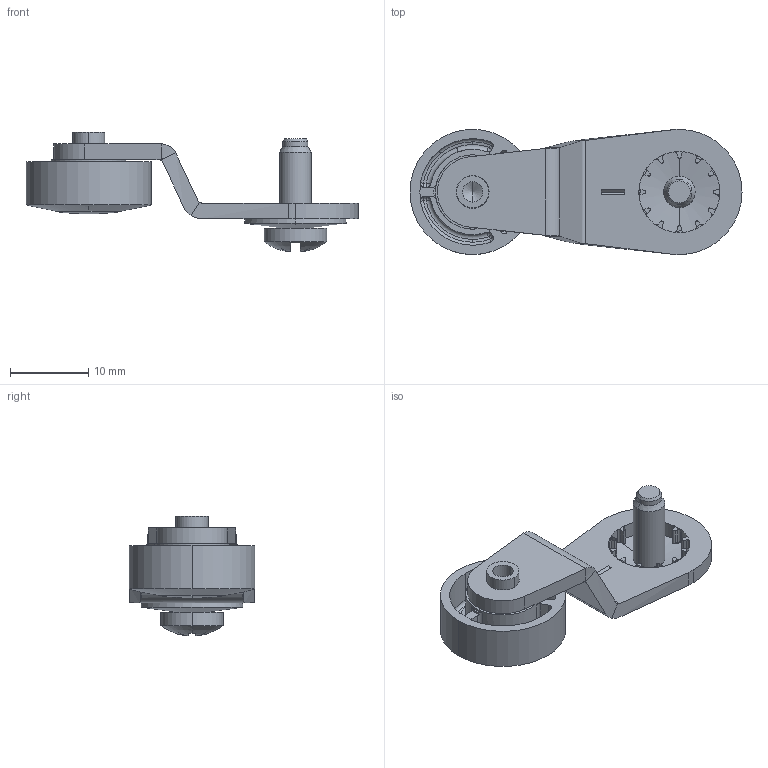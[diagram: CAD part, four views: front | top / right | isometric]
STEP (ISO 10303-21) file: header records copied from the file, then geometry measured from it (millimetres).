
FILE_DESCRIPTION(('STEP AP242'),'1');
FILE_NAME('switch_zcy15.stp','2019-12-11T13:14:58',('TraceParts'),('TraceParts S.A.'),'Spatial InterOp 3D',' ',' ');
FILE_SCHEMA(('AP242_MANAGED_MODEL_BASED_3D_ENGINEERING_MIM_LF {1 0 10303 442 1 1 4}'));
Length unit declared in the file: millimetre
Products named in the file (1): switch_zcy15_1
Bounding box: 42.4 x 16 x 15.29 mm (x, y, z)
Volume: 2130 mm3; surface area: 3175.8 mm2
Topology: 5 solids, 5 shells, 368 faces, 952 edges, 587 vertices
Faces by surface type: cylinder 164, plane 112, cone 28, bspline 22, torus 21, sphere 21
Entity records: 12003 total; most frequent: CARTESIAN_POINT 2980, DIRECTION 1976, ORIENTED_EDGE 1880, EDGE_CURVE 940, AXIS2_PLACEMENT_3D 801, VERTEX_POINT 587, CIRCLE 450, EDGE_LOOP 381
